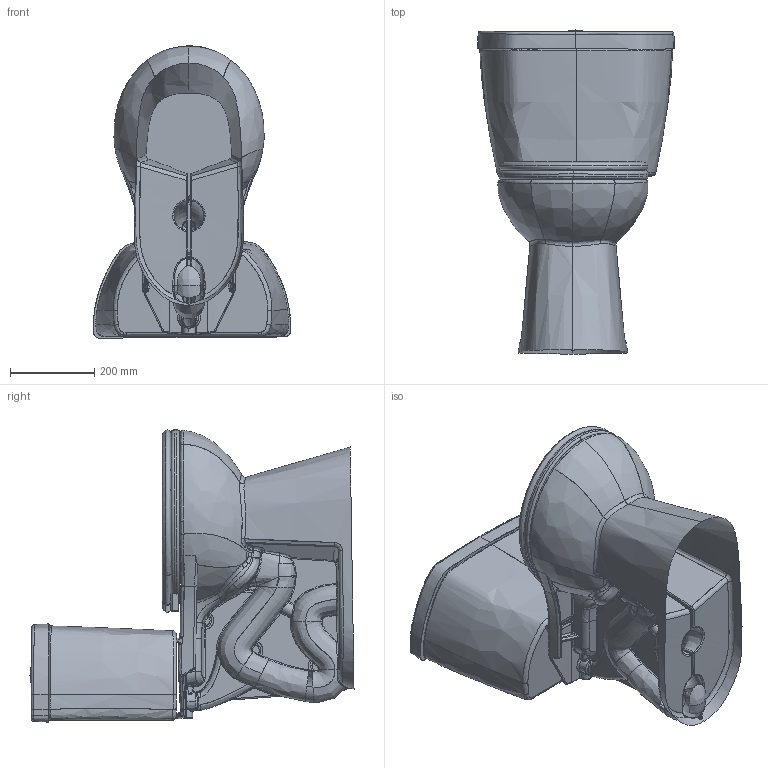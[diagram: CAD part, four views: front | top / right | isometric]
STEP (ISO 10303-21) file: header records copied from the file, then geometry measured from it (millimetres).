
FILE_DESCRIPTION (( 'STEP AP203' ), '1' );
FILE_NAME ('Stealth_SF_RB_N7716&N7714.STEP', '2016-09-14T00:10:05', ( '' ), ( '' ), 'SwSTEP 2.0', 'SolidWorks 2015', '' );
FILE_SCHEMA (( 'CONFIG_CONTROL_DESIGN' ));
Length unit declared in the file: inch
Products named in the file (9): Single_Flush_Button_Assy002; Fillet; Fillet003; Stealth_SF_RB_N7716&N7714; Fillet002; N7716_N7714001; Revolve; N7716_N7714002; N7716_N7714
Assembly tree (8 placements, depth 2):
  Stealth_SF_RB_N7716&N7714
    N7716_N7714002
    Fillet
    Fillet002
    Fillet003
    N7716_N7714
    N7716_N7714001
    Single_Flush_Button_Assy002
    Revolve
Bounding box: 468.2 x 769.07 x 693.75 mm (x, y, z)
Volume: 3310642.5 mm3; surface area: 2369189.6 mm2
Topology: 6 solids, 928 shells, 1026 faces, 15028 edges, 14894 vertices
Faces by surface type: bspline 765, cylinder 155, plane 97, cone 6, torus 3
Entity records: 208812 total; most frequent: CARTESIAN_POINT 141687, ORIENTED_EDGE 15205, EDGE_CURVE 14984, VERTEX_POINT 14894, B_SPLINE_CURVE_WITH_KNOTS 13881, DIRECTION 1282, EDGE_LOOP 1043, ADVANCED_FACE 1025
